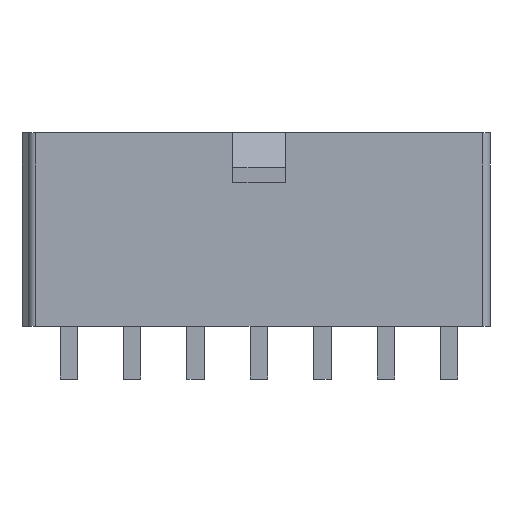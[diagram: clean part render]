
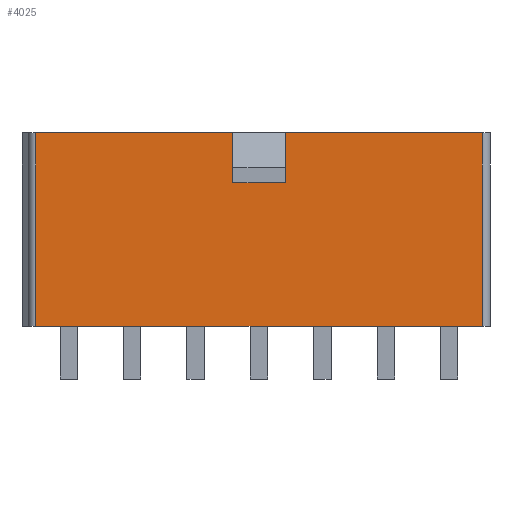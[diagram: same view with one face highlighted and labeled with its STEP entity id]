
A CAD part, front view. The second image highlights one B-rep face of the part: STEP entity #4025.
In plain terms, the highlighted planar face has unit normal (0, -1, 0).
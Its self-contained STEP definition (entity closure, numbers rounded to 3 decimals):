
#138=DIRECTION('',(1.,0.,0.));
#139=VECTOR('',#138,13.075);
#140=CARTESIAN_POINT('',(-14.8,-4.875,0.));
#141=LINE('',#140,#139);
#186=DIRECTION('',(1.,0.,0.));
#187=VECTOR('',#186,13.075);
#188=CARTESIAN_POINT('',(1.725,-4.875,0.));
#189=LINE('',#188,#187);
#498=DIRECTION('',(0.,0.,-1.));
#499=VECTOR('',#498,3.3);
#500=CARTESIAN_POINT('',(-1.725,-4.875,0.));
#501=LINE('',#500,#499);
#502=DIRECTION('',(1.,0.,0.));
#503=VECTOR('',#502,3.45);
#504=CARTESIAN_POINT('',(-1.725,-4.875,-3.3));
#505=LINE('',#504,#503);
#506=DIRECTION('',(0.,0.,-1.));
#507=VECTOR('',#506,3.3);
#508=CARTESIAN_POINT('',(1.725,-4.875,0.));
#509=LINE('',#508,#507);
#510=DIRECTION('',(0.,0.,-1.));
#511=VECTOR('',#510,12.8);
#512=CARTESIAN_POINT('',(-14.8,-4.875,0.));
#513=LINE('',#512,#511);
#514=DIRECTION('',(0.,0.,-1.));
#515=VECTOR('',#514,12.8);
#516=CARTESIAN_POINT('',(14.8,-4.875,0.));
#517=LINE('',#516,#515);
#580=DIRECTION('',(1.,0.,0.));
#581=VECTOR('',#580,29.6);
#582=CARTESIAN_POINT('',(-14.8,-4.875,-12.8));
#583=LINE('',#582,#581);
#2856=CARTESIAN_POINT('',(-14.8,-4.875,0.));
#2857=VERTEX_POINT('',#2856);
#2858=CARTESIAN_POINT('',(14.8,-4.875,0.));
#2860=VERTEX_POINT('',#2858);
#2876=CARTESIAN_POINT('',(-14.8,-4.875,-12.8));
#2877=VERTEX_POINT('',#2876);
#2878=CARTESIAN_POINT('',(14.8,-4.875,-12.8));
#2879=VERTEX_POINT('',#2878);
#2918=CARTESIAN_POINT('',(1.725,-4.875,0.));
#2919=CARTESIAN_POINT('',(-1.725,-4.875,0.));
#2920=VERTEX_POINT('',#2918);
#2921=VERTEX_POINT('',#2919);
#2922=CARTESIAN_POINT('',(-1.725,-4.875,-3.3));
#2923=VERTEX_POINT('',#2922);
#2924=CARTESIAN_POINT('',(1.725,-4.875,-3.3));
#2925=VERTEX_POINT('',#2924);
#4007=CARTESIAN_POINT('',(-14.8,-4.875,0.));
#4008=DIRECTION('',(0.,-1.,0.));
#4009=DIRECTION('',(1.,0.,0.));
#4010=AXIS2_PLACEMENT_3D('',#4007,#4008,#4009);
#4011=PLANE('',#4010);
#4012=ORIENTED_EDGE('',*,*,#3999,.T.);
#4013=ORIENTED_EDGE('',*,*,#3988,.T.);
#4014=ORIENTED_EDGE('',*,*,#3973,.F.);
#4015=ORIENTED_EDGE('',*,*,#3775,.T.);
#4017=ORIENTED_EDGE('',*,*,#4016,.T.);
#4019=ORIENTED_EDGE('',*,*,#4018,.F.);
#4021=ORIENTED_EDGE('',*,*,#4020,.F.);
#4022=ORIENTED_EDGE('',*,*,#3753,.T.);
#4023=EDGE_LOOP('',(#4012,#4013,#4014,#4015,#4017,#4019,#4021,#4022));
#4024=FACE_OUTER_BOUND('',#4023,.F.);
#3753=EDGE_CURVE('',#2857,#2921,#141,.T.);
#3775=EDGE_CURVE('',#2920,#2860,#189,.T.);
#3973=EDGE_CURVE('',#2920,#2925,#509,.T.);
#3988=EDGE_CURVE('',#2923,#2925,#505,.T.);
#3999=EDGE_CURVE('',#2921,#2923,#501,.T.);
#4016=EDGE_CURVE('',#2860,#2879,#517,.T.);
#4018=EDGE_CURVE('',#2877,#2879,#583,.T.);
#4020=EDGE_CURVE('',#2857,#2877,#513,.T.);
#4025=ADVANCED_FACE('',(#4024),#4011,.T.);
